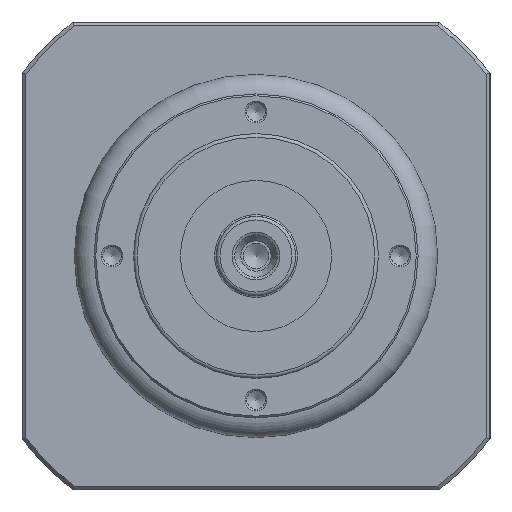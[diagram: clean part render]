
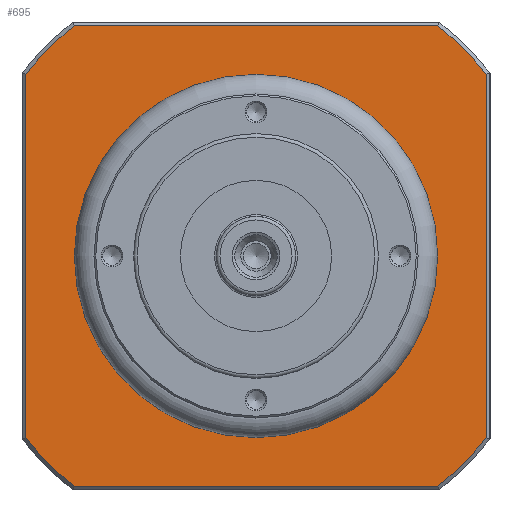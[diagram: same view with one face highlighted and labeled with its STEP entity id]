
A CAD part, left-side view. The second image highlights one B-rep face of the part: STEP entity #695.
In plain terms, the highlighted planar face has unit normal (-1, 0, 0).
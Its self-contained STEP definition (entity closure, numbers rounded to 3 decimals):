
#329=LINE('',#4529,#442);
#330=LINE('',#4533,#443);
#331=LINE('',#4537,#444);
#332=LINE('',#4541,#445);
#442=VECTOR('',#3654,1.);
#443=VECTOR('',#3657,1.);
#444=VECTOR('',#3660,1.);
#445=VECTOR('',#3663,1.);
#695=ADVANCED_FACE('',(#967,#968),#789,.T.);
#789=PLANE('',#2931);
#967=FACE_BOUND('',#1242,.T.);
#968=FACE_BOUND('',#1243,.T.);
#1242=EDGE_LOOP('',(#1805,#1806,#1807,#1808,#1809,#1810,#1811,#1812));
#1243=EDGE_LOOP('',(#1813));
#1805=ORIENTED_EDGE('',*,*,#2440,.T.);
#1806=ORIENTED_EDGE('',*,*,#2441,.T.);
#1807=ORIENTED_EDGE('',*,*,#2442,.T.);
#1808=ORIENTED_EDGE('',*,*,#2443,.T.);
#1809=ORIENTED_EDGE('',*,*,#2444,.T.);
#1810=ORIENTED_EDGE('',*,*,#2445,.T.);
#1811=ORIENTED_EDGE('',*,*,#2446,.T.);
#1812=ORIENTED_EDGE('',*,*,#2447,.T.);
#1813=ORIENTED_EDGE('',*,*,#2448,.T.);
#2146=VERTEX_POINT('',#4527);
#2147=VERTEX_POINT('',#4528);
#2148=VERTEX_POINT('',#4530);
#2149=VERTEX_POINT('',#4532);
#2150=VERTEX_POINT('',#4534);
#2151=VERTEX_POINT('',#4536);
#2152=VERTEX_POINT('',#4538);
#2153=VERTEX_POINT('',#4540);
#2154=VERTEX_POINT('',#4543);
#2440=EDGE_CURVE('',#2146,#2147,#2624,.T.);
#2441=EDGE_CURVE('',#2147,#2148,#329,.T.);
#2442=EDGE_CURVE('',#2148,#2149,#2625,.T.);
#2443=EDGE_CURVE('',#2149,#2150,#330,.T.);
#2444=EDGE_CURVE('',#2150,#2151,#2626,.T.);
#2445=EDGE_CURVE('',#2151,#2152,#331,.T.);
#2446=EDGE_CURVE('',#2152,#2153,#2627,.T.);
#2447=EDGE_CURVE('',#2153,#2146,#332,.T.);
#2448=EDGE_CURVE('',#2154,#2154,#2628,.T.);
#2624=CIRCLE('',#2926,81.5);
#2625=CIRCLE('',#2927,81.5);
#2626=CIRCLE('',#2928,81.5);
#2627=CIRCLE('',#2929,81.5);
#2628=CIRCLE('',#2930,40.);
#2926=AXIS2_PLACEMENT_3D('',#4526,#3652,#3653);
#2927=AXIS2_PLACEMENT_3D('',#4531,#3655,#3656);
#2928=AXIS2_PLACEMENT_3D('',#4535,#3658,#3659);
#2929=AXIS2_PLACEMENT_3D('',#4539,#3661,#3662);
#2930=AXIS2_PLACEMENT_3D('',#4542,#3664,#3665);
#2931=AXIS2_PLACEMENT_3D('',#4544,#3666,#3667);
#3652=DIRECTION('',(-1.,0.,0.));
#3653=DIRECTION('',(0.,0.,1.));
#3654=DIRECTION('',(0.,1.,0.));
#3655=DIRECTION('',(-1.,0.,0.));
#3656=DIRECTION('',(0.,0.,1.));
#3657=DIRECTION('',(0.,0.,-1.));
#3658=DIRECTION('',(-1.,0.,0.));
#3659=DIRECTION('',(0.,0.,1.));
#3660=DIRECTION('',(0.,-1.,0.));
#3661=DIRECTION('',(-1.,0.,0.));
#3662=DIRECTION('',(0.,0.,1.));
#3663=DIRECTION('',(0.,0.,1.));
#3664=DIRECTION('',(1.,0.,0.));
#3665=DIRECTION('',(0.,0.,1.));
#3666=DIRECTION('',(-1.,0.,0.));
#3667=DIRECTION('',(0.,0.,-1.));
#4526=CARTESIAN_POINT('',(120.5,0.,143.5));
#4527=CARTESIAN_POINT('',(120.5,-64.,193.96));
#4528=CARTESIAN_POINT('',(120.5,-50.46,207.5));
#4529=CARTESIAN_POINT('',(120.5,50.806,207.5));
#4530=CARTESIAN_POINT('',(120.5,50.46,207.5));
#4531=CARTESIAN_POINT('',(120.5,0.,143.5));
#4532=CARTESIAN_POINT('',(120.5,64.,193.96));
#4533=CARTESIAN_POINT('',(120.5,64.,92.694));
#4534=CARTESIAN_POINT('',(120.5,64.,93.04));
#4535=CARTESIAN_POINT('',(120.5,0.,143.5));
#4536=CARTESIAN_POINT('',(120.5,50.46,79.5));
#4537=CARTESIAN_POINT('',(120.5,-50.806,79.5));
#4538=CARTESIAN_POINT('',(120.5,-50.46,79.5));
#4539=CARTESIAN_POINT('',(120.5,0.,143.5));
#4540=CARTESIAN_POINT('',(120.5,-64.,93.04));
#4541=CARTESIAN_POINT('',(120.5,-64.,194.306));
#4542=CARTESIAN_POINT('',(120.5,0.,143.5));
#4543=CARTESIAN_POINT('',(120.5,0.,183.5));
#4544=CARTESIAN_POINT('',(120.5,0.,143.5));
